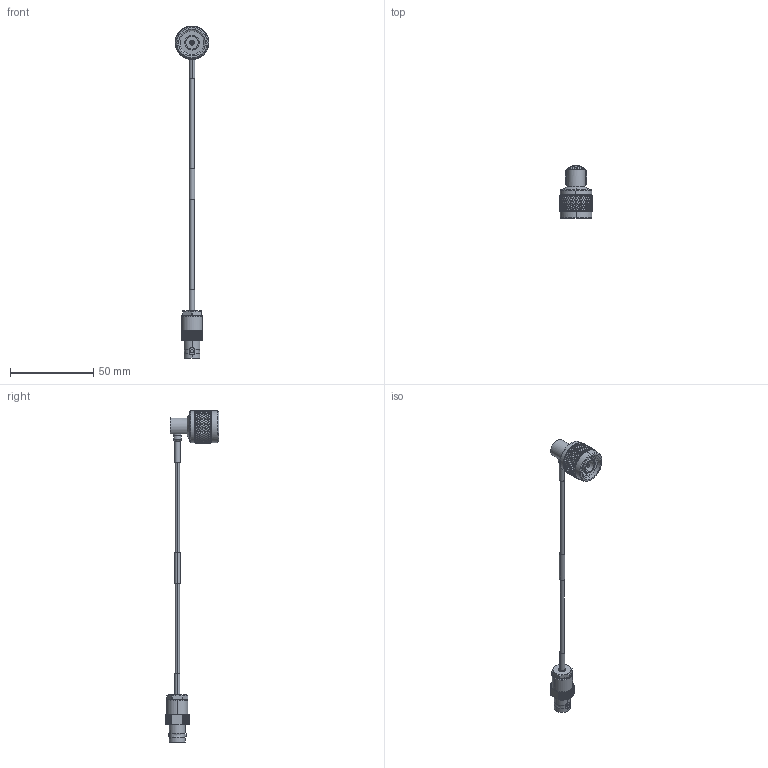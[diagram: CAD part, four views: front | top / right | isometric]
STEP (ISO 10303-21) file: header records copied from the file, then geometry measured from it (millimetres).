
FILE_DESCRIPTION (( 'STEP AP214' ), '1' );
FILE_NAME ('LCCA30637.step', '2020-05-06T20:38:27', ( '' ), ( '' ), 'SwSTEP 2.0', 'SolidWorks 2018', '' );
FILE_SCHEMA (( 'AUTOMOTIVE_DESIGN' ));
Length unit declared in the file: inch
Products named in the file (5): LCCN3052^LCCA30637_Heat shrink; LC085TBJ^LCCA30637; LCCA30637; LCCN3041^LCCA30637_Heat Shrink; Label^LCCA30637
Assembly tree (4 placements, depth 2):
  LCCA30637
    LC085TBJ^LCCA30637
    Label^LCCA30637
    LCCN3041^LCCA30637_Heat Shrink
    LCCN3052^LCCA30637_Heat shrink
Bounding box: 20.07 x 32.11 x 199.58 mm (x, y, z)
Volume: 7295.4 mm3; surface area: 9340 mm2
Topology: 9 solids, 10 shells, 2691 faces, 5509 edges, 2855 vertices
Faces by surface type: bspline 1607, cylinder 541, cone 378, plane 159, torus 4, sphere 2
Entity records: 96545 total; most frequent: CARTESIAN_POINT 58210, ORIENTED_EDGE 11014, EDGE_CURVE 5507, DIRECTION 3967, VERTEX_POINT 2855, EDGE_LOOP 2720, ADVANCED_FACE 2691, FACE_OUTER_BOUND 2691
